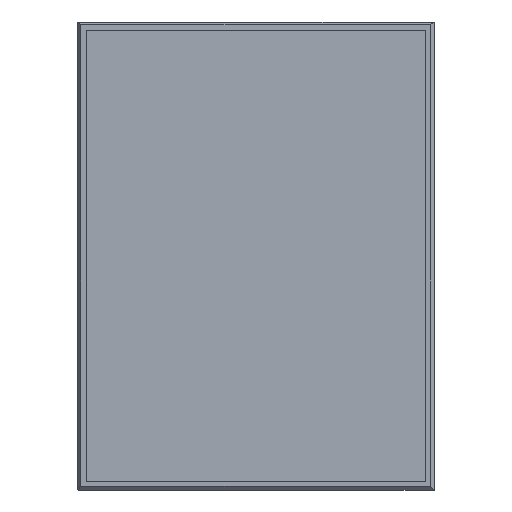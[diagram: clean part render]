
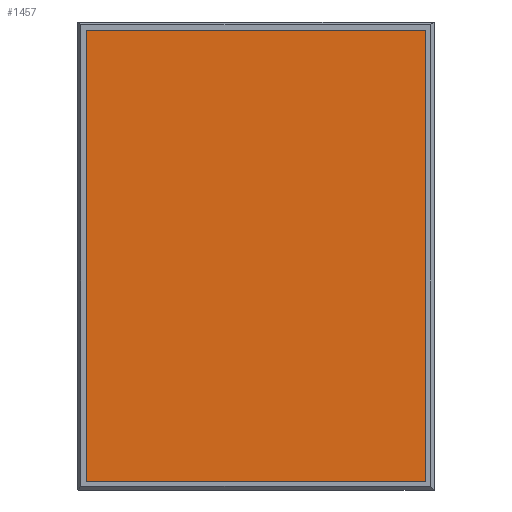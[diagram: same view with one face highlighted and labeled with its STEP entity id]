
A CAD part, left-side view. The second image highlights one B-rep face of the part: STEP entity #1457.
In plain terms, the highlighted planar face has unit normal (-1, 0, 0).
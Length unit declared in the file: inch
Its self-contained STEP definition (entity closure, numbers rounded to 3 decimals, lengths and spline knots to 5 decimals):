
#737 = PLANE ( 'NONE',  #5256 ) ;
#1457 = ADVANCED_FACE ( 'NONE', ( #5898 ), #737, .T. ) ;
#1573 = EDGE_CURVE ( 'NONE', #7754, #7135, #3838, .T. ) ;
#1865 = CARTESIAN_POINT ( 'NONE',  ( -4.15, 0., 0. ) ) ;
#2079 = CARTESIAN_POINT ( 'NONE',  ( -4.15, -0.91, 1.21 ) ) ;
#2199 = EDGE_CURVE ( 'NONE', #3114, #7135, #12722, .T. ) ;
#3114 = VERTEX_POINT ( 'NONE', #10757 ) ;
#3269 = VECTOR ( 'NONE', #10558, 39.37008 ) ;
#3838 = LINE ( 'NONE', #8066, #7944 ) ;
#4383 = EDGE_LOOP ( 'NONE', ( #10904, #7379, #7156, #5337 ) ) ;
#5006 = DIRECTION ( 'NONE',  ( 0., 0., 1. ) ) ;
#5256 = AXIS2_PLACEMENT_3D ( 'NONE', #1865, #6040, #5006 ) ;
#5337 = ORIENTED_EDGE ( 'NONE', *, *, #1573, .T. ) ;
#5562 = CARTESIAN_POINT ( 'NONE',  ( -4.15, 0.91, 1.21 ) ) ;
#5898 = FACE_OUTER_BOUND ( 'NONE', #4383, .T. ) ;
#5959 = DIRECTION ( 'NONE',  ( 0., 0., -1. ) ) ;
#6040 = DIRECTION ( 'NONE',  ( -1., 0., 0. ) ) ;
#6296 = LINE ( 'NONE', #8338, #3269 ) ;
#6846 = VECTOR ( 'NONE', #12589, 39.37008 ) ;
#7135 = VERTEX_POINT ( 'NONE', #7776 ) ;
#7156 = ORIENTED_EDGE ( 'NONE', *, *, #11720, .T. ) ;
#7211 = EDGE_CURVE ( 'NONE', #10275, #3114, #9367, .T. ) ;
#7379 = ORIENTED_EDGE ( 'NONE', *, *, #7211, .F. ) ;
#7754 = VERTEX_POINT ( 'NONE', #5562 ) ;
#7776 = CARTESIAN_POINT ( 'NONE',  ( -4.15, 0.91, -1.21 ) ) ;
#7944 = VECTOR ( 'NONE', #5959, 39.37008 ) ;
#8066 = CARTESIAN_POINT ( 'NONE',  ( -4.15, 0.91, 0. ) ) ;
#8327 = CARTESIAN_POINT ( 'NONE',  ( -4.15, 0., -1.21 ) ) ;
#8338 = CARTESIAN_POINT ( 'NONE',  ( -4.15, 0., 1.21 ) ) ;
#9367 = LINE ( 'NONE', #10345, #13566 ) ;
#10275 = VERTEX_POINT ( 'NONE', #2079 ) ;
#10345 = CARTESIAN_POINT ( 'NONE',  ( -4.15, -0.91, 0. ) ) ;
#10558 = DIRECTION ( 'NONE',  ( 0., 1., 0. ) ) ;
#10757 = CARTESIAN_POINT ( 'NONE',  ( -4.15, -0.91, -1.21 ) ) ;
#10904 = ORIENTED_EDGE ( 'NONE', *, *, #2199, .F. ) ;
#11720 = EDGE_CURVE ( 'NONE', #10275, #7754, #6296, .T. ) ;
#12589 = DIRECTION ( 'NONE',  ( 0., 1., 0. ) ) ;
#12722 = LINE ( 'NONE', #8327, #6846 ) ;
#13423 = DIRECTION ( 'NONE',  ( 0., 0., -1. ) ) ;
#13566 = VECTOR ( 'NONE', #13423, 39.37008 ) ;
